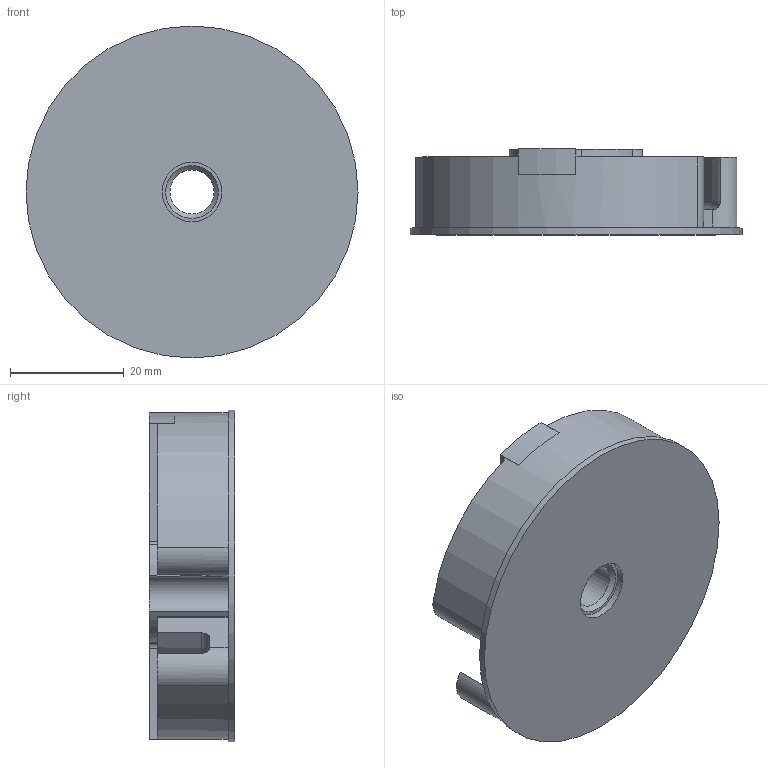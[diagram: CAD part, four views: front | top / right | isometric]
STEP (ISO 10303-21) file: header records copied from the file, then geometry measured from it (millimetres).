
FILE_DESCRIPTION(/* description */ (''),/* implementation_level */ '2;1');
FILE_NAME(/* name */ 'Clutch.step',/* time_stamp */ '2025-10-29T11:30:56-04:00',/* author */ (''),/* organization */ (''),/* preprocessor_version */ 'ST-DEVELOPER v20.1',/* originating_system */ 'Autodesk Translation Framework v14.17.0.0',/* authorisation */ '');
FILE_SCHEMA (('AUTOMOTIVE_DESIGN { 1 0 10303 214 3 1 1 }'));
Length unit declared in the file: millimetre
Products named in the file (4): Clutch; Hub; Foot; Lower Cover Plate
Assembly tree (3 placements, depth 2):
  Clutch
    Hub
    Foot
    Lower Cover Plate
Bounding box: 58.5 x 15.1 x 58.5 mm (x, y, z)
Volume: 23515.9 mm3; surface area: 17175 mm2
Topology: 4 solids, 4 shells, 132 faces, 355 edges, 236 vertices
Faces by surface type: plane 69, cylinder 37, bspline 20, torus 4, cone 2
Full cylindrical faces by diameter (mm): 7.779 x1, 10.5 x1, 58.5 x1
Entity records: 4503 total; most frequent: CARTESIAN_POINT 1114, ORIENTED_EDGE 710, DIRECTION 649, EDGE_CURVE 355, VERTEX_POINT 236, AXIS2_PLACEMENT_3D 219, LINE 211, VECTOR 211
